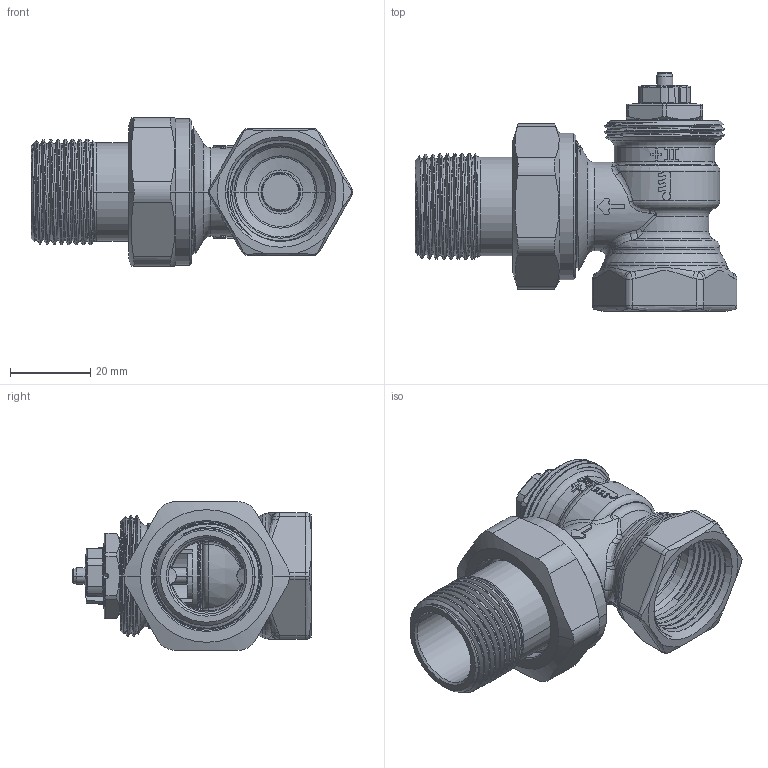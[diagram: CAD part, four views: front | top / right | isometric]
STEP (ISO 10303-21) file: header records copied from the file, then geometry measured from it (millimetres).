
FILE_DESCRIPTION((''),'2;1');
FILE_NAME('3451-03-000-O-BAU_SW0001','2014-12-12T',('marann'),(''),'PRO/ENGINEER BY PARAMETRIC TECHNOLOGY CORPORATION, 2011490','PRO/ENGINEER BY PARAMETRIC TECHNOLOGY CORPORATION, 2011490','');
FILE_SCHEMA(('CONFIG_CONTROL_DESIGN'));
Products named in the file (1): 3451-03-000-O-BAU_SW0001
Bounding box: 80.1 x 59.3 x 37 mm (x, y, z)
Volume: 34054.1 mm3; surface area: 26486.8 mm2
Topology: 1 solids, 2 shells, 1401 faces, 3682 edges, 2346 vertices
Faces by surface type: plane 742, cylinder 276, cone 152, bspline 124, torus 93, sphere 14
Entity records: 58159 total; most frequent: CARTESIAN_POINT 26372, ORIENTED_EDGE 7360, DIRECTION 5515, EDGE_CURVE 3680, VERTEX_POINT 2346, AXIS2_PLACEMENT_3D 2005, VECTOR 1505, LINE 1505
